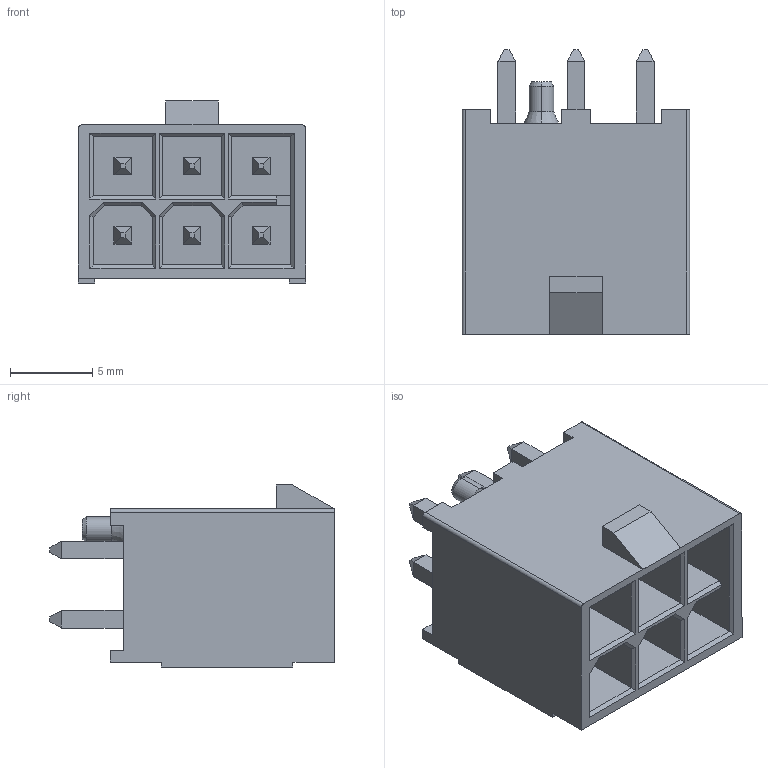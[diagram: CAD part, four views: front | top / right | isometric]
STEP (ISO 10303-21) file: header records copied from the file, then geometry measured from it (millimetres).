
FILE_DESCRIPTION(('STEP AP203'),'1');
FILE_NAME('2125201006.stp','2025-01-15T10:45:05',('TraceParts'),('TraceParts S.A.'),'Spatial InterOp 3D',' ',' ');
FILE_SCHEMA(('CONFIG_CONTROL_DESIGN'));
Length unit declared in the file: millimetre
Products named in the file (1): 1
Bounding box: 13.8 x 17.26 x 11.05 mm (x, y, z)
Volume: 1028.3 mm3; surface area: 1882.4 mm2
Topology: 1 solids, 1 shells, 221 faces, 522 edges, 321 vertices
Faces by surface type: plane 213, cone 4, cylinder 4
Entity records: 6164 total; most frequent: CARTESIAN_POINT 1065, ORIENTED_EDGE 1044, DIRECTION 978, EDGE_CURVE 522, LINE 510, VECTOR 510, VERTEX_POINT 321, EDGE_LOOP 239
